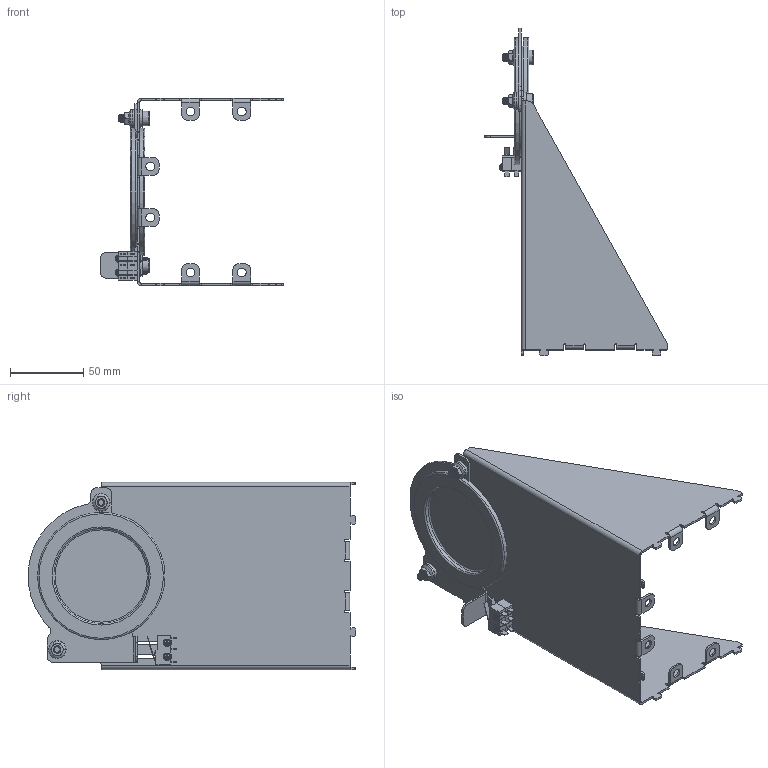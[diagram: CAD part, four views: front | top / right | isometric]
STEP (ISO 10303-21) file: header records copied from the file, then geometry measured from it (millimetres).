
FILE_DESCRIPTION(/* description */ (''),/* implementation_level */ '2;1');
FILE_NAME(/* name */ 'A06_OB_200328.step',/* time_stamp */ '2020-03-29T16:17:51+02:00',/* author */ (''),/* organization */ (''),/* preprocessor_version */ 'ST-DEVELOPER v18',/* originating_system */ 'Autodesk Translation Framework v8.12.0.6',/* authorisation */ '');
FILE_SCHEMA (('AUTOMOTIVE_DESIGN { 1 0 10303 214 3 1 1 }'));
Length unit declared in the file: millimetre
Products named in the file (11): A06_OB_200328; HELAVIA DG M75; P0011_OB_200328; P0012_OB_200328; 98687A111; 92981A148; 90374A111; Omron_LimitSwitch_20834; 93475A195; 92000A026; 90592A075
Assembly tree (21 placements, depth 2):
  A06_OB_200328
    HELAVIA DG M75
    P0011_OB_200328
    P0012_OB_200328
    98687A111  x4
    92981A148  x2
    90374A111  x2
    Omron_LimitSwitch_20834  x2
    93475A195  x4
    92000A026  x2
    90592A075  x2
Bounding box: 125 x 223.94 x 128 mm (x, y, z)
Volume: 94078.5 mm3; surface area: 111915.9 mm2
Topology: 21 solids, 21 shells, 935 faces, 2531 edges, 1664 vertices
Faces by surface type: cylinder 460, plane 357, cone 84, bspline 20, torus 12, sphere 2
Full cylindrical faces by diameter (mm): 1.48 x102, 2 x104, 2.2 x4, 2.35 x2, 3.309 x2, 3.68 x2, 3.961 x24, 4 x2, 5 x30, 5.5 x4, 6 x12, 10 x2, 11.8 x2, 12 x4, 65 x2, 75 x1, 87 x2
Entity records: 32468 total; most frequent: CARTESIAN_POINT 16975, ORIENTED_EDGE 3312, DIRECTION 2998, EDGE_CURVE 1656, AXIS2_PLACEMENT_3D 1081, VERTEX_POINT 1080, LINE 836, VECTOR 836
